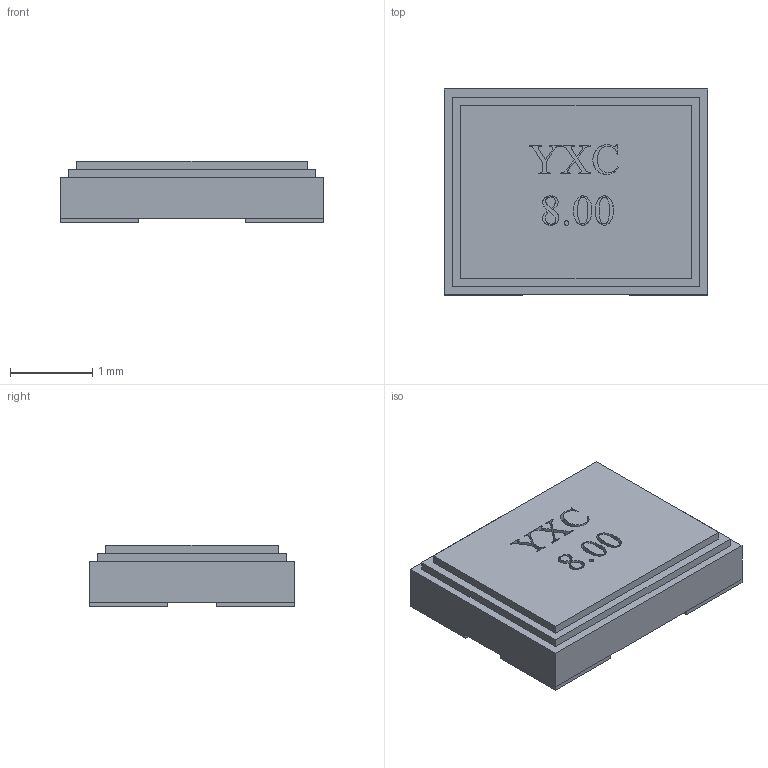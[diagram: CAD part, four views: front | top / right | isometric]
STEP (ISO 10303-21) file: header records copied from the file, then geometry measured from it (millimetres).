
FILE_DESCRIPTION(('FreeCAD Model'),'2;1');
FILE_NAME('Open CASCADE Shape Model','2024-08-03T13:57:05',(''),(''), 'Open CASCADE STEP processor 7.6','FreeCAD','Unknown');
FILE_SCHEMA(('AUTOMOTIVE_DESIGN { 1 0 10303 214 1 1 1 1 }'));
Length unit declared in the file: millimetre
Products named in the file (1): Body
Bounding box: 3.2 x 2.5 x 0.75 mm (x, y, z)
Volume: 5.4 mm3; surface area: 25.6 mm2
Topology: 1 solids, 1 shells, 238 faces, 657 edges, 434 vertices
Faces by surface type: extrusion 147, plane 91
Entity records: 16349 total; most frequent: CARTESIAN_POINT 4114, DIRECTION 1714, VECTOR 1530, LINE 1383, ORIENTED_EDGE 1314, PCURVE 1314, DEFINITIONAL_REPRESENTATION 1314, B_SPLINE_CURVE_WITH_KNOTS 735
